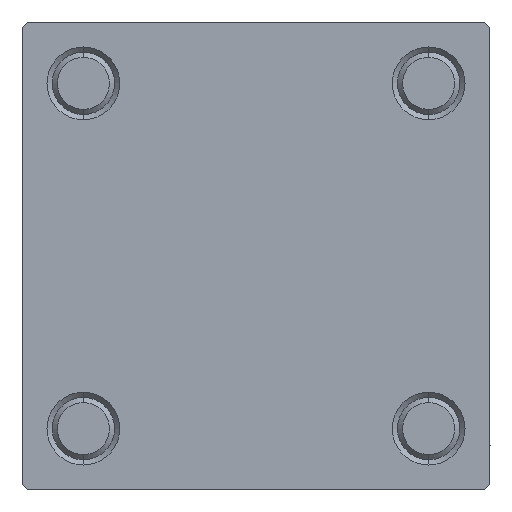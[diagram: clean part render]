
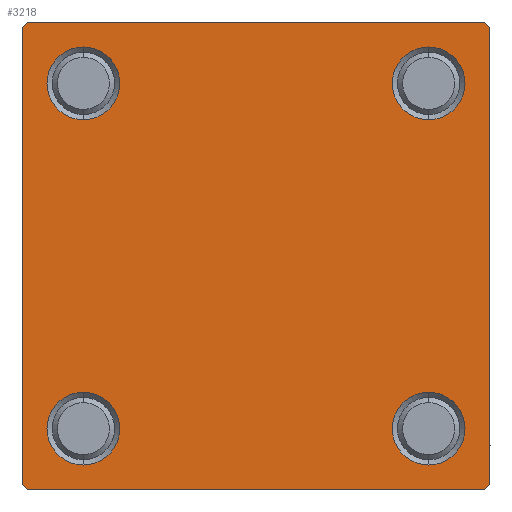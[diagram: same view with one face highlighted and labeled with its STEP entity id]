
A CAD part, left-side view. The second image highlights one B-rep face of the part: STEP entity #3218.
In plain terms, the highlighted planar face has unit normal (-1, 0, 0).
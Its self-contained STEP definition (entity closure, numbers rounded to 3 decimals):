
#626 = LINE ( 'NONE', #32144, #46892 ) ;
#820 = EDGE_CURVE ( 'NONE', #46475, #14469, #15660, .T. ) ;
#869 = CARTESIAN_POINT ( 'NONE',  ( 0., 22.5, -22.5 ) ) ;
#924 = FACE_BOUND ( 'NONE', #4009, .T. ) ;
#1537 = VERTEX_POINT ( 'NONE', #3926 ) ;
#2854 = VECTOR ( 'NONE', #39547, 1000. ) ;
#3218 = ADVANCED_FACE ( 'NONE', ( #24108, #8492, #27646, #924, #12777 ), #23859, .T. ) ;
#3926 = CARTESIAN_POINT ( 'NONE',  ( 0., 22.5, -22. ) ) ;
#4009 = EDGE_LOOP ( 'NONE', ( #33882, #11435 ) ) ;
#4066 = VERTEX_POINT ( 'NONE', #35980 ) ;
#5272 = CARTESIAN_POINT ( 'NONE',  ( 0., 22.5, 22.5 ) ) ;
#5357 = CARTESIAN_POINT ( 'NONE',  ( 0., -16.6, 13.1 ) ) ;
#6015 = LINE ( 'NONE', #5272, #2854 ) ;
#6680 = AXIS2_PLACEMENT_3D ( 'NONE', #21554, #39720, #32416 ) ;
#7224 = DIRECTION ( 'NONE',  ( 0., 0.707, 0.707 ) ) ;
#7307 = DIRECTION ( 'NONE',  ( 1., 0., 0. ) ) ;
#7632 = EDGE_CURVE ( 'NONE', #17279, #35879, #626, .T. ) ;
#7902 = ORIENTED_EDGE ( 'NONE', *, *, #820, .T. ) ;
#8433 = AXIS2_PLACEMENT_3D ( 'NONE', #32879, #48247, #13708 ) ;
#8492 = FACE_BOUND ( 'NONE', #36999, .T. ) ;
#8972 = CARTESIAN_POINT ( 'NONE',  ( 0., 22.5, 22. ) ) ;
#8992 = DIRECTION ( 'NONE',  ( -1., 0., 0. ) ) ;
#9446 = ORIENTED_EDGE ( 'NONE', *, *, #14887, .T. ) ;
#9588 = CARTESIAN_POINT ( 'NONE',  ( 0., 22.25, -22.25 ) ) ;
#9621 = EDGE_CURVE ( 'NONE', #47667, #9713, #47802, .T. ) ;
#9653 = ORIENTED_EDGE ( 'NONE', *, *, #23259, .T. ) ;
#9713 = VERTEX_POINT ( 'NONE', #25997 ) ;
#10775 = CARTESIAN_POINT ( 'NONE',  ( 0., 16.6, 16.6 ) ) ;
#10913 = CARTESIAN_POINT ( 'NONE',  ( 0., -22.25, -22.25 ) ) ;
#11225 = DIRECTION ( 'NONE',  ( 1., 0., 0. ) ) ;
#11435 = ORIENTED_EDGE ( 'NONE', *, *, #49108, .T. ) ;
#11447 = CARTESIAN_POINT ( 'NONE',  ( 0., 22., -22.5 ) ) ;
#11733 = EDGE_CURVE ( 'NONE', #24942, #4066, #49231, .T. ) ;
#11982 = VERTEX_POINT ( 'NONE', #27466 ) ;
#12338 = AXIS2_PLACEMENT_3D ( 'NONE', #13918, #37604, #37355 ) ;
#12397 = EDGE_CURVE ( 'NONE', #14469, #46475, #26116, .T. ) ;
#12777 = FACE_OUTER_BOUND ( 'NONE', #32968, .T. ) ;
#12873 = LINE ( 'NONE', #9588, #46629 ) ;
#13515 = ORIENTED_EDGE ( 'NONE', *, *, #26739, .T. ) ;
#13708 = DIRECTION ( 'NONE',  ( 0., 0., 1. ) ) ;
#13784 = DIRECTION ( 'NONE',  ( 0., 0., 1. ) ) ;
#13918 = CARTESIAN_POINT ( 'NONE',  ( 0., -16.6, 16.6 ) ) ;
#14469 = VERTEX_POINT ( 'NONE', #15663 ) ;
#14887 = EDGE_CURVE ( 'NONE', #35879, #1537, #6015, .T. ) ;
#15415 = CIRCLE ( 'NONE', #35532, 3.5 ) ;
#15660 = CIRCLE ( 'NONE', #28607, 3.5 ) ;
#15663 = CARTESIAN_POINT ( 'NONE',  ( 0., 16.6, -13.1 ) ) ;
#16194 = EDGE_CURVE ( 'NONE', #31114, #11982, #18807, .T. ) ;
#16888 = ORIENTED_EDGE ( 'NONE', *, *, #41032, .T. ) ;
#16942 = ORIENTED_EDGE ( 'NONE', *, *, #32382, .T. ) ;
#17208 = VERTEX_POINT ( 'NONE', #11447 ) ;
#17279 = VERTEX_POINT ( 'NONE', #38672 ) ;
#17323 = CIRCLE ( 'NONE', #26987, 3.5 ) ;
#17329 = EDGE_CURVE ( 'NONE', #31114, #4066, #23780, .T. ) ;
#17766 = CARTESIAN_POINT ( 'NONE',  ( 0., -16.6, -16.6 ) ) ;
#17796 = EDGE_CURVE ( 'NONE', #49623, #27484, #17323, .T. ) ;
#18501 = VERTEX_POINT ( 'NONE', #34104 ) ;
#18807 = LINE ( 'NONE', #21609, #27813 ) ;
#19039 = CARTESIAN_POINT ( 'NONE',  ( 0., 16.6, -16.6 ) ) ;
#19261 = ORIENTED_EDGE ( 'NONE', *, *, #35502, .F. ) ;
#19996 = CARTESIAN_POINT ( 'NONE',  ( 0., -22.5, 22.5 ) ) ;
#20113 = DIRECTION ( 'NONE',  ( 0., -1., 0. ) ) ;
#21479 = CARTESIAN_POINT ( 'NONE',  ( 0., -22.5, 22. ) ) ;
#21554 = CARTESIAN_POINT ( 'NONE',  ( 0., -16.6, -16.6 ) ) ;
#21587 = CIRCLE ( 'NONE', #49748, 3.5 ) ;
#21609 = CARTESIAN_POINT ( 'NONE',  ( 0., -22.25, 22.25 ) ) ;
#22037 = DIRECTION ( 'NONE',  ( 0., 0., 1. ) ) ;
#22882 = AXIS2_PLACEMENT_3D ( 'NONE', #29421, #33685, #13784 ) ;
#22932 = CARTESIAN_POINT ( 'NONE',  ( 0., -16.6, 16.6 ) ) ;
#22965 = AXIS2_PLACEMENT_3D ( 'NONE', #32193, #8992, #47563 ) ;
#23078 = ORIENTED_EDGE ( 'NONE', *, *, #9621, .T. ) ;
#23259 = EDGE_CURVE ( 'NONE', #17208, #24942, #35918, .T. ) ;
#23780 = LINE ( 'NONE', #19996, #48698 ) ;
#23859 = PLANE ( 'NONE',  #22965 ) ;
#24108 = FACE_BOUND ( 'NONE', #40224, .T. ) ;
#24281 = VERTEX_POINT ( 'NONE', #44549 ) ;
#24942 = VERTEX_POINT ( 'NONE', #27683 ) ;
#25997 = CARTESIAN_POINT ( 'NONE',  ( 0., -16.6, 20.1 ) ) ;
#26116 = CIRCLE ( 'NONE', #22882, 3.5 ) ;
#26400 = DIRECTION ( 'NONE',  ( 0., 0., 1. ) ) ;
#26739 = EDGE_CURVE ( 'NONE', #24281, #18501, #21587, .T. ) ;
#26987 = AXIS2_PLACEMENT_3D ( 'NONE', #10775, #30202, #26400 ) ;
#27438 = VECTOR ( 'NONE', #20113, 1000. ) ;
#27466 = CARTESIAN_POINT ( 'NONE',  ( 0., -22., 22.5 ) ) ;
#27484 = VERTEX_POINT ( 'NONE', #31733 ) ;
#27646 = FACE_BOUND ( 'NONE', #36204, .T. ) ;
#27683 = CARTESIAN_POINT ( 'NONE',  ( 0., -22., -22.5 ) ) ;
#27813 = VECTOR ( 'NONE', #7224, 1000. ) ;
#27945 = LINE ( 'NONE', #39286, #27438 ) ;
#28347 = DIRECTION ( 'NONE',  ( 0., -1., 0. ) ) ;
#28607 = AXIS2_PLACEMENT_3D ( 'NONE', #19039, #11225, #34430 ) ;
#29421 = CARTESIAN_POINT ( 'NONE',  ( 0., 16.6, -16.6 ) ) ;
#30151 = CARTESIAN_POINT ( 'NONE',  ( 0., 16.6, -20.1 ) ) ;
#30186 = CIRCLE ( 'NONE', #8433, 3.5 ) ;
#30202 = DIRECTION ( 'NONE',  ( 1., 0., 0. ) ) ;
#30833 = CIRCLE ( 'NONE', #6680, 3.5 ) ;
#31114 = VERTEX_POINT ( 'NONE', #21479 ) ;
#31733 = CARTESIAN_POINT ( 'NONE',  ( 0., 16.6, 13.1 ) ) ;
#32144 = CARTESIAN_POINT ( 'NONE',  ( 0., 22.25, 22.25 ) ) ;
#32193 = CARTESIAN_POINT ( 'NONE',  ( 0., 0., 0. ) ) ;
#32382 = EDGE_CURVE ( 'NONE', #1537, #17208, #12873, .T. ) ;
#32416 = DIRECTION ( 'NONE',  ( 0., 0., 1. ) ) ;
#32879 = CARTESIAN_POINT ( 'NONE',  ( 0., 16.6, 16.6 ) ) ;
#32968 = EDGE_LOOP ( 'NONE', ( #9446, #16942, #9653, #34179, #41934, #47852, #19261, #48523 ) ) ;
#33685 = DIRECTION ( 'NONE',  ( 1., 0., 0. ) ) ;
#33882 = ORIENTED_EDGE ( 'NONE', *, *, #17796, .T. ) ;
#34104 = CARTESIAN_POINT ( 'NONE',  ( 0., -16.6, -20.1 ) ) ;
#34179 = ORIENTED_EDGE ( 'NONE', *, *, #11733, .T. ) ;
#34430 = DIRECTION ( 'NONE',  ( 0., 0., 1. ) ) ;
#34537 = DIRECTION ( 'NONE',  ( 0., 0., 1. ) ) ;
#34976 = VECTOR ( 'NONE', #37886, 1000. ) ;
#35502 = EDGE_CURVE ( 'NONE', #17279, #11982, #27945, .T. ) ;
#35532 = AXIS2_PLACEMENT_3D ( 'NONE', #22932, #7307, #34537 ) ;
#35879 = VERTEX_POINT ( 'NONE', #8972 ) ;
#35918 = LINE ( 'NONE', #869, #48906 ) ;
#35980 = CARTESIAN_POINT ( 'NONE',  ( 0., -22.5, -22. ) ) ;
#36038 = CARTESIAN_POINT ( 'NONE',  ( 0., 16.6, 20.1 ) ) ;
#36176 = DIRECTION ( 'NONE',  ( 0., 0.707, -0.707 ) ) ;
#36204 = EDGE_LOOP ( 'NONE', ( #39556, #7902 ) ) ;
#36725 = ORIENTED_EDGE ( 'NONE', *, *, #37724, .T. ) ;
#36999 = EDGE_LOOP ( 'NONE', ( #13515, #16888 ) ) ;
#37355 = DIRECTION ( 'NONE',  ( 0., 0., 1. ) ) ;
#37604 = DIRECTION ( 'NONE',  ( 1., 0., 0. ) ) ;
#37724 = EDGE_CURVE ( 'NONE', #9713, #47667, #15415, .T. ) ;
#37886 = DIRECTION ( 'NONE',  ( 0., -0.707, 0.707 ) ) ;
#38672 = CARTESIAN_POINT ( 'NONE',  ( 0., 22., 22.5 ) ) ;
#39286 = CARTESIAN_POINT ( 'NONE',  ( 0., 22.5, 22.5 ) ) ;
#39547 = DIRECTION ( 'NONE',  ( 0., 0., -1. ) ) ;
#39556 = ORIENTED_EDGE ( 'NONE', *, *, #12397, .T. ) ;
#39588 = DIRECTION ( 'NONE',  ( 0., -0.707, -0.707 ) ) ;
#39720 = DIRECTION ( 'NONE',  ( 1., 0., 0. ) ) ;
#40224 = EDGE_LOOP ( 'NONE', ( #36725, #23078 ) ) ;
#41032 = EDGE_CURVE ( 'NONE', #18501, #24281, #30833, .T. ) ;
#41703 = DIRECTION ( 'NONE',  ( 1., 0., 0. ) ) ;
#41934 = ORIENTED_EDGE ( 'NONE', *, *, #17329, .F. ) ;
#43700 = DIRECTION ( 'NONE',  ( 0., 0., -1. ) ) ;
#44549 = CARTESIAN_POINT ( 'NONE',  ( 0., -16.6, -13.1 ) ) ;
#46475 = VERTEX_POINT ( 'NONE', #30151 ) ;
#46629 = VECTOR ( 'NONE', #39588, 1000. ) ;
#46892 = VECTOR ( 'NONE', #36176, 1000. ) ;
#47563 = DIRECTION ( 'NONE',  ( 0., 0., 1. ) ) ;
#47667 = VERTEX_POINT ( 'NONE', #5357 ) ;
#47802 = CIRCLE ( 'NONE', #12338, 3.5 ) ;
#47852 = ORIENTED_EDGE ( 'NONE', *, *, #16194, .T. ) ;
#48247 = DIRECTION ( 'NONE',  ( 1., 0., 0. ) ) ;
#48523 = ORIENTED_EDGE ( 'NONE', *, *, #7632, .T. ) ;
#48698 = VECTOR ( 'NONE', #43700, 1000. ) ;
#48906 = VECTOR ( 'NONE', #28347, 1000. ) ;
#49108 = EDGE_CURVE ( 'NONE', #27484, #49623, #30186, .T. ) ;
#49231 = LINE ( 'NONE', #10913, #34976 ) ;
#49623 = VERTEX_POINT ( 'NONE', #36038 ) ;
#49748 = AXIS2_PLACEMENT_3D ( 'NONE', #17766, #41703, #22037 ) ;
